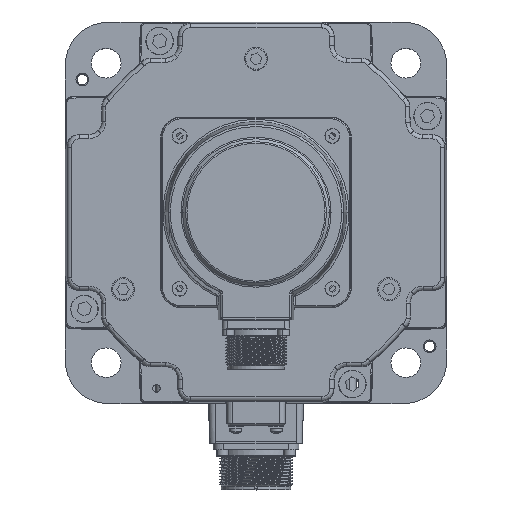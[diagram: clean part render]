
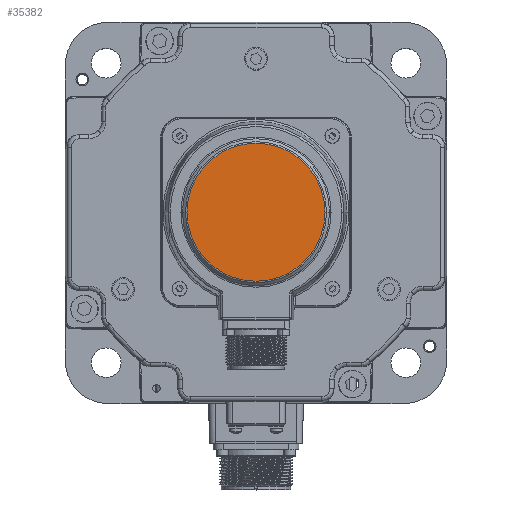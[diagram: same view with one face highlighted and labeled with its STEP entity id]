
A CAD part, top view. The second image highlights one B-rep face of the part: STEP entity #35382.
In plain terms, the highlighted planar face has unit normal (0, 0, 1).
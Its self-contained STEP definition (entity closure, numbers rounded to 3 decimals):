
#1252 = DIRECTION ( 'NONE',  ( -1., 0., 0. ) ) ;
#5800 = CARTESIAN_POINT ( 'NONE',  ( 0., 0., 105.2 ) ) ;
#7097 = EDGE_LOOP ( 'NONE', ( #52987, #51541 ) ) ;
#19591 = AXIS2_PLACEMENT_3D ( 'NONE', #5800, #58657, #1252 ) ;
#22224 = CARTESIAN_POINT ( 'NONE',  ( 0., 0., 105.2 ) ) ;
#33193 = DIRECTION ( 'NONE',  ( 0., 0., 1. ) ) ;
#34531 = FACE_OUTER_BOUND ( 'NONE', #7097, .T. ) ;
#35382 = ADVANCED_FACE ( 'NONE', ( #34531 ), #35637, .T. ) ;
#35637 = PLANE ( 'NONE',  #19591 ) ;
#41215 = VERTEX_POINT ( 'NONE', #46732 ) ;
#42554 = DIRECTION ( 'NONE',  ( -1., 0., 0. ) ) ;
#45355 = CIRCLE ( 'NONE', #52557, 32.586 ) ;
#46732 = CARTESIAN_POINT ( 'NONE',  ( 32.586, 0., 105.2 ) ) ;
#48198 = AXIS2_PLACEMENT_3D ( 'NONE', #22224, #33193, #56210 ) ;
#51541 = ORIENTED_EDGE ( 'NONE', *, *, #64641, .T. ) ;
#52557 = AXIS2_PLACEMENT_3D ( 'NONE', #54608, #61052, #42554 ) ;
#52987 = ORIENTED_EDGE ( 'NONE', *, *, #71358, .T. ) ;
#54608 = CARTESIAN_POINT ( 'NONE',  ( 0., 0., 105.2 ) ) ;
#56210 = DIRECTION ( 'NONE',  ( -1., 0., 0. ) ) ;
#58657 = DIRECTION ( 'NONE',  ( 0., 0., 1. ) ) ;
#61052 = DIRECTION ( 'NONE',  ( 0., 0., 1. ) ) ;
#63329 = CARTESIAN_POINT ( 'NONE',  ( -32.586, 0., 105.2 ) ) ;
#64641 = EDGE_CURVE ( 'NONE', #41215, #68847, #45355, .T. ) ;
#68668 = CIRCLE ( 'NONE', #48198, 32.586 ) ;
#68847 = VERTEX_POINT ( 'NONE', #63329 ) ;
#71358 = EDGE_CURVE ( 'NONE', #68847, #41215, #68668, .T. ) ;
